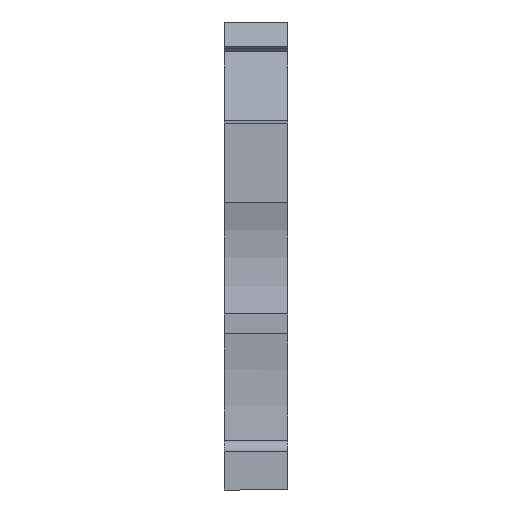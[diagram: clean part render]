
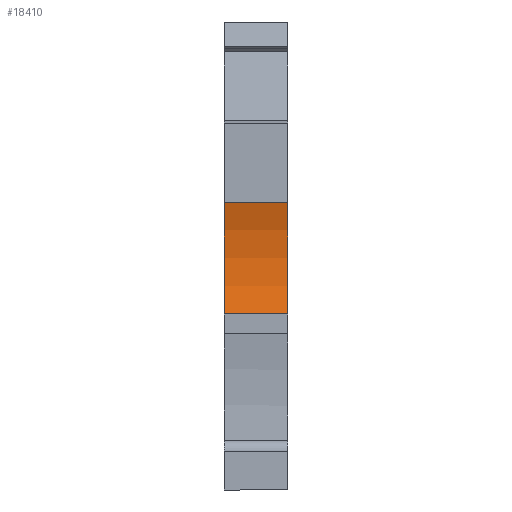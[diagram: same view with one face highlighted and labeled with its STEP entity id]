
A CAD part, front view. The second image highlights one B-rep face of the part: STEP entity #18410.
In plain terms, the highlighted cylindrical face has radius 15 mm (diameter 30 mm), a partial arc.
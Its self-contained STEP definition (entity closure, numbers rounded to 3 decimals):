
#3570=CARTESIAN_POINT('',(-11.451,6.686,
0.));
#3580=VERTEX_POINT('',#3570);
#3610=CARTESIAN_POINT('',(-26.202,9.409,
0.));
#3620=DIRECTION('',(0.,0.,1.));
#3630=DIRECTION('',(-0.993,-0.122,
0.));
#3640=AXIS2_PLACEMENT_3D('',#3610,#3620,#3630);
#3650=CIRCLE('',#3640,15.);
#3660=CARTESIAN_POINT('',(-12.548,15.619,
0.));
#3670=VERTEX_POINT('',#3660);
#3680=EDGE_CURVE('',#3580,#3670,#3650,.T.);
#11670=CARTESIAN_POINT('',(-12.548,15.619,
-5.15));
#11680=VERTEX_POINT('',#11670);
#11710=CARTESIAN_POINT('',(-26.202,9.409,
-5.15));
#11720=DIRECTION('',(0.,0.,1.));
#11730=DIRECTION('',(-0.993,-0.122,
0.));
#11740=AXIS2_PLACEMENT_3D('',#11710,#11720,#11730);
#11750=CIRCLE('',#11740,15.);
#11760=CARTESIAN_POINT('',(-11.451,6.686,
-5.15));
#11770=VERTEX_POINT('',#11760);
#11780=EDGE_CURVE('',#11770,#11680,#11750,.T.);
#18010=CARTESIAN_POINT('',(-11.451,6.686,
-5.15));
#18020=DIRECTION('',(0.,0.,-1.));
#18030=VECTOR('',#18020,1.);
#18040=LINE('',#18010,#18030);
#18050=EDGE_CURVE('',#3580,#11770,#18040,.T.);
#18250=CARTESIAN_POINT('',(-26.202,9.409,
-5.15));
#18260=DIRECTION('',(0.,0.,1.));
#18270=DIRECTION('',(-0.993,-0.122,
0.));
#18280=AXIS2_PLACEMENT_3D('',#18250,#18260,#18270);
#18290=CYLINDRICAL_SURFACE('',#18280,15.);
#18300=ORIENTED_EDGE('',*,*,#11780,.F.);
#18310=CARTESIAN_POINT('',(-12.548,15.619,
-5.15));
#18320=DIRECTION('',(0.,0.,1.));
#18330=VECTOR('',#18320,1.);
#18340=LINE('',#18310,#18330);
#18350=EDGE_CURVE('',#11680,#3670,#18340,.T.);
#18360=ORIENTED_EDGE('',*,*,#18350,.F.);
#18370=ORIENTED_EDGE('',*,*,#3680,.T.);
#18380=ORIENTED_EDGE('',*,*,#18050,.F.);
#18390=EDGE_LOOP('',(#18380,#18370,#18360,#18300));
#18400=FACE_OUTER_BOUND('',#18390,.T.);
#18410=ADVANCED_FACE('',(#18400),#18290,.F.);
